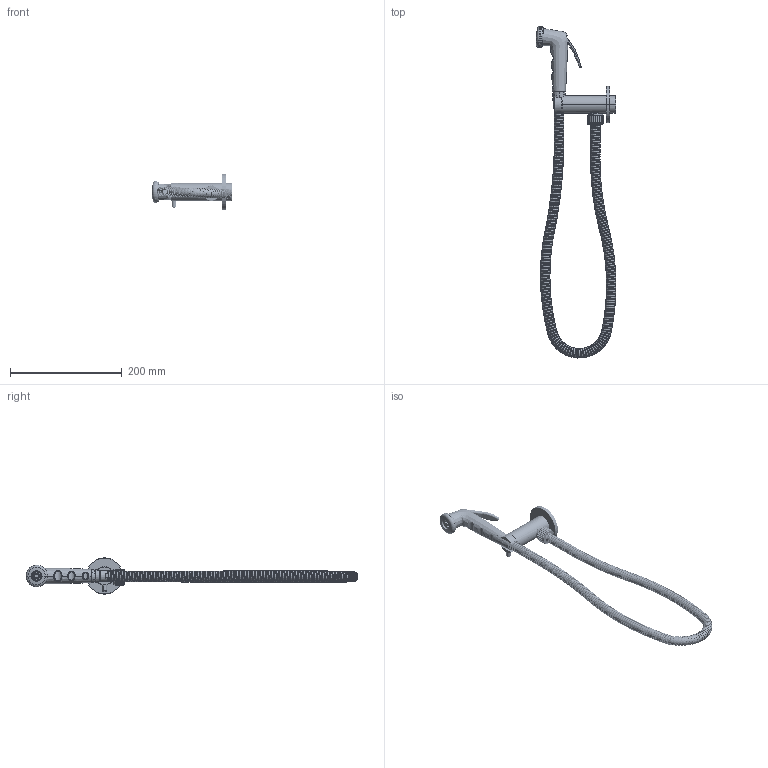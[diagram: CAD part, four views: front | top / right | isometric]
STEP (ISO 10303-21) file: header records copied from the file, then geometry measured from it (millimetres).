
FILE_DESCRIPTION (( 'STEP AP214' ), '1' );
FILE_NAME ('08 120 100 INTIMIXER 1 AGUA RONDO.STEP', '2020-03-02T12:44:13', ( '' ), ( '' ), 'SwSTEP 2.0', 'SolidWorks 2016', '' );
FILE_SCHEMA (( 'AUTOMOTIVE_DESIGN' ));
Length unit declared in the file: millimetre
Products named in the file (15): 1600 PLAFÓN PERINEAL EMPOTRAR DOS AGUAS_-02; MONTURA F118 G½''''; TERMINAL FLEXO; OR 10x2; MANGO BRONZE GOLD 2016 ; 1601 POMO MANETA CAUDAL INDUSTRIAL P2_-04; FLEXO PERINEAL LATÓN PERINEAL_mas largo; 1468 ADAPTADOR CÓNICO PARA MONTURA INDUSTRIAL P2_-03; socket head cap screw_din_DIN 912 M4 x 8 --- 8N; 1517 CONTRA-ROSCA M10-100 INDUSTRIAL P2_-04; 1534 MANETA PARA IMDUSTRIAL P2 CISTERNA Y MEZCLADOR_-03; FLEXO LATÓN CISTERNA; 1560 CUERPO INDUSTRIAL P2 D=32 mm TERMOSTÁTICO_-05; TERMINAL CILINDRICO FLEXO LATÓN_FLEXO LARGO; 08 120 100 INTIMIXER 1 AGUA RONDO
Assembly tree (14 placements, depth 3):
  08 120 100 INTIMIXER 1 AGUA RONDO
    1560 CUERPO INDUSTRIAL P2 D=32 mm TERMOSTÁTICO_-05
    MONTURA F118 G½''''
    1468 ADAPTADOR CÓNICO PARA MONTURA INDUSTRIAL P2_-03
    1534 MANETA PARA IMDUSTRIAL P2 CISTERNA Y MEZCLADOR_-03
    socket head cap screw_din_DIN 912 M4 x 8 --- 8N
    1517 CONTRA-ROSCA M10-100 INDUSTRIAL P2_-04
    OR 10x2
    1600 PLAFÓN PERINEAL EMPOTRAR DOS AGUAS_-02
    1601 POMO MANETA CAUDAL INDUSTRIAL P2_-04
    MANGO BRONZE GOLD 2016 
    FLEXO LATÓN CISTERNA
      FLEXO PERINEAL LATÓN PERINEAL_mas largo
      TERMINAL CILINDRICO FLEXO LATÓN_FLEXO LARGO
      TERMINAL FLEXO
Bounding box: 143.13 x 595.31 x 65 mm (x, y, z)
Volume: 350399.9 mm3; surface area: 198030 mm2
Topology: 18 solids, 18 shells, 884 faces, 2077 edges, 1271 vertices
Faces by surface type: plane 304, cylinder 266, torus 154, cone 96, bspline 62, sphere 2
Entity records: 128349 total; most frequent: CARTESIAN_POINT 106264, ORIENTED_EDGE 4138, DIRECTION 4120, EDGE_CURVE 2069, AXIS2_PLACEMENT_3D 1710, VERTEX_POINT 1271, EDGE_LOOP 968, FACE_OUTER_BOUND 884
